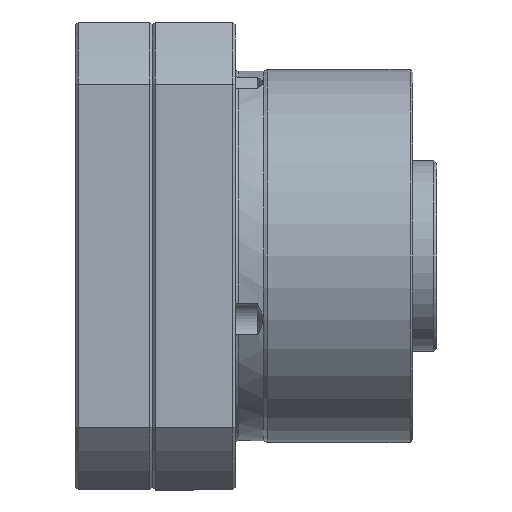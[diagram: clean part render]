
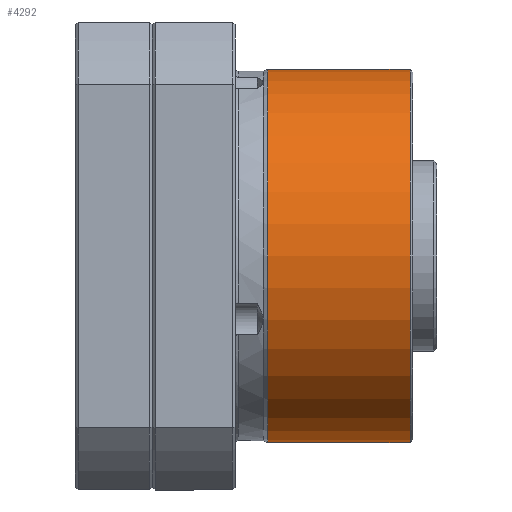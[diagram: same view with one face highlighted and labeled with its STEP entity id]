
A CAD part, front view. The second image highlights one B-rep face of the part: STEP entity #4292.
In plain terms, the highlighted cylindrical face has radius 31.5 mm (diameter 63 mm), a partial arc.
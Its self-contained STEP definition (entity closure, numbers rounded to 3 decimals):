
#415 = ORIENTED_EDGE ( 'NONE', *, *, #12483, .T. ) ;
#553 = ORIENTED_EDGE ( 'NONE', *, *, #8342, .F. ) ;
#774 = DIRECTION ( 'NONE',  ( 0., 0., -1. ) ) ;
#1157 = ORIENTED_EDGE ( 'NONE', *, *, #9746, .T. ) ;
#1520 = CYLINDRICAL_SURFACE ( 'NONE', #10433, 31.5 ) ;
#2043 = EDGE_LOOP ( 'NONE', ( #553, #415, #1157, #8789 ) ) ;
#2349 = LINE ( 'NONE', #2582, #5071 ) ;
#2582 = CARTESIAN_POINT ( 'NONE',  ( -94.469, 0., 31.5 ) ) ;
#3317 = VERTEX_POINT ( 'NONE', #11121 ) ;
#4180 = CARTESIAN_POINT ( 'NONE',  ( 43.5, 0., -31.5 ) ) ;
#4292 = ADVANCED_FACE ( 'NONE', ( #9406 ), #1520, .T. ) ;
#5002 = CARTESIAN_POINT ( 'NONE',  ( 43.5, 0., 0. ) ) ;
#5071 = VECTOR ( 'NONE', #9473, 1000. ) ;
#5079 = VECTOR ( 'NONE', #5855, 1000. ) ;
#5390 = CARTESIAN_POINT ( 'NONE',  ( -94.469, 0., 0. ) ) ;
#5393 = DIRECTION ( 'NONE',  ( -1., 0., 0. ) ) ;
#5427 = DIRECTION ( 'NONE',  ( 0., 0., 1. ) ) ;
#5727 = VERTEX_POINT ( 'NONE', #4180 ) ;
#5855 = DIRECTION ( 'NONE',  ( -1., 0., 0. ) ) ;
#6025 = DIRECTION ( 'NONE',  ( 0., 0., 1. ) ) ;
#6475 = AXIS2_PLACEMENT_3D ( 'NONE', #5002, #11749, #6025 ) ;
#6790 = DIRECTION ( 'NONE',  ( -1., 0., 0. ) ) ;
#7715 = LINE ( 'NONE', #9676, #5079 ) ;
#8279 = VERTEX_POINT ( 'NONE', #9506 ) ;
#8342 = EDGE_CURVE ( 'NONE', #5727, #8495, #7715, .T. ) ;
#8495 = VERTEX_POINT ( 'NONE', #9957 ) ;
#8789 = ORIENTED_EDGE ( 'NONE', *, *, #9199, .F. ) ;
#9199 = EDGE_CURVE ( 'NONE', #8495, #3317, #11561, .T. ) ;
#9406 = FACE_OUTER_BOUND ( 'NONE', #2043, .T. ) ;
#9473 = DIRECTION ( 'NONE',  ( -1., 0., 0. ) ) ;
#9506 = CARTESIAN_POINT ( 'NONE',  ( 43.5, 0., 31.5 ) ) ;
#9676 = CARTESIAN_POINT ( 'NONE',  ( -94.469, 0., -31.5 ) ) ;
#9746 = EDGE_CURVE ( 'NONE', #8279, #3317, #2349, .T. ) ;
#9957 = CARTESIAN_POINT ( 'NONE',  ( 19.5, 0., -31.5 ) ) ;
#10433 = AXIS2_PLACEMENT_3D ( 'NONE', #5390, #5393, #5427 ) ;
#11121 = CARTESIAN_POINT ( 'NONE',  ( 19.5, 0., 31.5 ) ) ;
#11145 = AXIS2_PLACEMENT_3D ( 'NONE', #12501, #6790, #774 ) ;
#11561 = CIRCLE ( 'NONE', #11145, 31.5 ) ;
#11650 = CIRCLE ( 'NONE', #6475, 31.5 ) ;
#11749 = DIRECTION ( 'NONE',  ( -1., 0., 0. ) ) ;
#12483 = EDGE_CURVE ( 'NONE', #5727, #8279, #11650, .T. ) ;
#12501 = CARTESIAN_POINT ( 'NONE',  ( 19.5, 0., 0. ) ) ;
